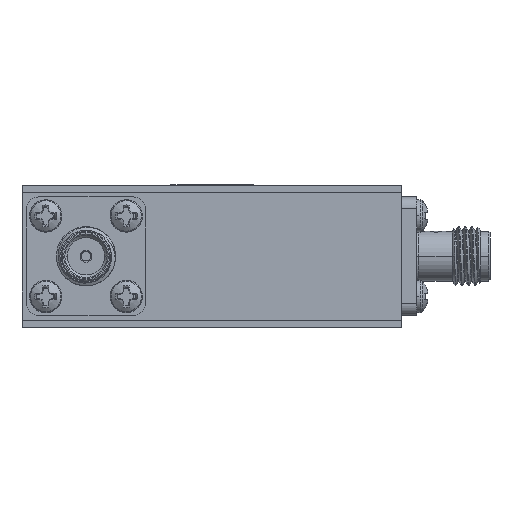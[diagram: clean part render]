
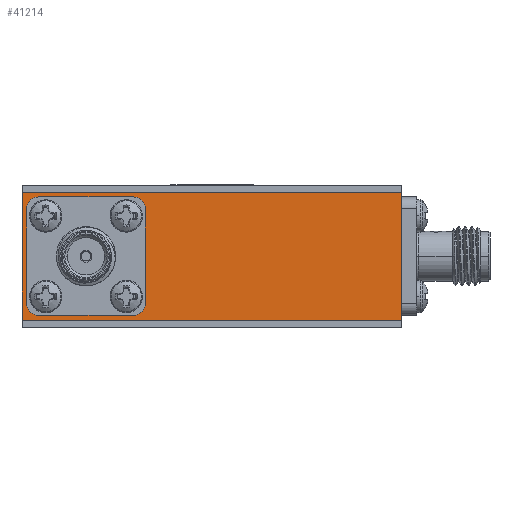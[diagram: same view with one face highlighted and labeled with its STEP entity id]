
A CAD part, left-side view. The second image highlights one B-rep face of the part: STEP entity #41214.
In plain terms, the highlighted planar face has unit normal (-1, 0, 0).
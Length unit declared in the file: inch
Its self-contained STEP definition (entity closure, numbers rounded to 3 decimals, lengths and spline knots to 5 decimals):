
#910 = CARTESIAN_POINT ( 'NONE',  ( -0.8, 0.73, -0.2 ) ) ;
#1207 = VECTOR ( 'NONE', #44847, 39.37008 ) ;
#1900 = ORIENTED_EDGE ( 'NONE', *, *, #51211, .F. ) ;
#2089 = ORIENTED_EDGE ( 'NONE', *, *, #2930, .F. ) ;
#2308 = CARTESIAN_POINT ( 'NONE',  ( -0.8, 0.78, 0.25 ) ) ;
#2930 = EDGE_CURVE ( 'NONE', #27109, #8978, #39283, .T. ) ;
#4727 = VECTOR ( 'NONE', #35751, 39.37008 ) ;
#4982 = DIRECTION ( 'NONE',  ( 0., -1., 0. ) ) ;
#6482 = DIRECTION ( 'NONE',  ( 0., 0., -1. ) ) ;
#6979 = DIRECTION ( 'NONE',  ( 0., -1., 0. ) ) ;
#7926 = ORIENTED_EDGE ( 'NONE', *, *, #10078, .F. ) ;
#8978 = VERTEX_POINT ( 'NONE', #31182 ) ;
#9244 = CARTESIAN_POINT ( 'NONE',  ( -0.8, 0.78, -0.25 ) ) ;
#9254 = FACE_BOUND ( 'NONE', #44940, .T. ) ;
#9328 = AXIS2_PLACEMENT_3D ( 'NONE', #910, #30286, #35279 ) ;
#9984 = LINE ( 'NONE', #22844, #41223 ) ;
#10078 = EDGE_CURVE ( 'NONE', #60136, #60804, #50134, .T. ) ;
#10272 = VECTOR ( 'NONE', #47480, 39.37008 ) ;
#10461 = CIRCLE ( 'NONE', #53379, 0.05 ) ;
#11497 = ORIENTED_EDGE ( 'NONE', *, *, #55716, .T. ) ;
#14537 = VERTEX_POINT ( 'NONE', #28233 ) ;
#14563 = LINE ( 'NONE', #9244, #60204 ) ;
#15369 = CIRCLE ( 'NONE', #9328, 0.05 ) ;
#16455 = CARTESIAN_POINT ( 'NONE',  ( -0.8, 0.78, 0.2 ) ) ;
#17525 = ORIENTED_EDGE ( 'NONE', *, *, #28216, .T. ) ;
#18893 = EDGE_CURVE ( 'NONE', #60136, #14537, #34790, .T. ) ;
#18937 = DIRECTION ( 'NONE',  ( 0., 0., -1. ) ) ;
#19262 = ORIENTED_EDGE ( 'NONE', *, *, #57675, .F. ) ;
#19627 = CARTESIAN_POINT ( 'NONE',  ( -0.8, 0.78, -0.2 ) ) ;
#20283 = ORIENTED_EDGE ( 'NONE', *, *, #48791, .F. ) ;
#20319 = CIRCLE ( 'NONE', #31295, 0.05 ) ;
#21736 = CARTESIAN_POINT ( 'NONE',  ( -0.8, 0.28, -0.25 ) ) ;
#22634 = DIRECTION ( 'NONE',  ( 1., 0., 0. ) ) ;
#22735 = PLANE ( 'NONE',  #31168 ) ;
#22844 = CARTESIAN_POINT ( 'NONE',  ( -0.8, 0.78, -0.25 ) ) ;
#23351 = VECTOR ( 'NONE', #6979, 39.37008 ) ;
#23397 = VECTOR ( 'NONE', #4982, 39.37008 ) ;
#23628 = CARTESIAN_POINT ( 'NONE',  ( -0.8, 0.73, 0.2 ) ) ;
#24166 = CARTESIAN_POINT ( 'NONE',  ( -0.8, 0.33, -0.25 ) ) ;
#24815 = VERTEX_POINT ( 'NONE', #37391 ) ;
#27109 = VERTEX_POINT ( 'NONE', #38196 ) ;
#28093 = CARTESIAN_POINT ( 'NONE',  ( -0.8, 0.33, 0.25 ) ) ;
#28216 = EDGE_CURVE ( 'NONE', #58048, #60804, #10461, .T. ) ;
#28233 = CARTESIAN_POINT ( 'NONE',  ( -0.8, 0.28, 0.2 ) ) ;
#28724 = VERTEX_POINT ( 'NONE', #39668 ) ;
#28826 = AXIS2_PLACEMENT_3D ( 'NONE', #32423, #51175, #45869 ) ;
#30286 = DIRECTION ( 'NONE',  ( 1., 0., 0. ) ) ;
#31168 = AXIS2_PLACEMENT_3D ( 'NONE', #47073, #51757, #60841 ) ;
#31182 = CARTESIAN_POINT ( 'NONE',  ( -0.8, -0.8, -0.27 ) ) ;
#31295 = AXIS2_PLACEMENT_3D ( 'NONE', #56643, #22634, #32603 ) ;
#32387 = DIRECTION ( 'NONE',  ( 1., 0., 0. ) ) ;
#32423 = CARTESIAN_POINT ( 'NONE',  ( -0.8, 0.33, 0.2 ) ) ;
#32603 = DIRECTION ( 'NONE',  ( 0., 1., 0. ) ) ;
#33096 = LINE ( 'NONE', #52154, #10272 ) ;
#33620 = VERTEX_POINT ( 'NONE', #24166 ) ;
#34790 = CIRCLE ( 'NONE', #28826, 0.05 ) ;
#35279 = DIRECTION ( 'NONE',  ( 0., 1., 0. ) ) ;
#35715 = CARTESIAN_POINT ( 'NONE',  ( -0.8, -0.8, 0.27 ) ) ;
#35751 = DIRECTION ( 'NONE',  ( 0., 1., 0. ) ) ;
#35776 = LINE ( 'NONE', #21736, #1207 ) ;
#35862 = CARTESIAN_POINT ( 'NONE',  ( -0.8, 0.73, -0.25 ) ) ;
#37184 = DIRECTION ( 'NONE',  ( 0., -1., 0. ) ) ;
#37391 = CARTESIAN_POINT ( 'NONE',  ( -0.8, 0.8, -0.27 ) ) ;
#37506 = VERTEX_POINT ( 'NONE', #35862 ) ;
#38196 = CARTESIAN_POINT ( 'NONE',  ( -0.8, -0.8, 0.27 ) ) ;
#39283 = LINE ( 'NONE', #44599, #48221 ) ;
#39668 = CARTESIAN_POINT ( 'NONE',  ( -0.8, 0.28, -0.2 ) ) ;
#41214 = ADVANCED_FACE ( 'NONE', ( #42686, #9254 ), #22735, .F. ) ;
#41223 = VECTOR ( 'NONE', #37184, 39.37008 ) ;
#41519 = EDGE_CURVE ( 'NONE', #28724, #14537, #35776, .T. ) ;
#42496 = CARTESIAN_POINT ( 'NONE',  ( -0.8, -0.8, -0.27 ) ) ;
#42686 = FACE_OUTER_BOUND ( 'NONE', #57443, .T. ) ;
#44599 = CARTESIAN_POINT ( 'NONE',  ( -0.8, -0.8, 0.3 ) ) ;
#44847 = DIRECTION ( 'NONE',  ( 0., 0., 1. ) ) ;
#44940 = EDGE_LOOP ( 'NONE', ( #7926, #53865, #61684, #11497, #1900, #52108, #20283, #17525 ) ) ;
#45869 = DIRECTION ( 'NONE',  ( 0., 1., 0. ) ) ;
#46205 = ORIENTED_EDGE ( 'NONE', *, *, #50435, .T. ) ;
#46645 = VERTEX_POINT ( 'NONE', #19627 ) ;
#47073 = CARTESIAN_POINT ( 'NONE',  ( -0.8, -0.8, 0.3 ) ) ;
#47480 = DIRECTION ( 'NONE',  ( 0., 0., -1. ) ) ;
#48221 = VECTOR ( 'NONE', #6482, 39.37008 ) ;
#48486 = ORIENTED_EDGE ( 'NONE', *, *, #53722, .T. ) ;
#48791 = EDGE_CURVE ( 'NONE', #58048, #46645, #14563, .T. ) ;
#49023 = CARTESIAN_POINT ( 'NONE',  ( -0.8, 0.73, 0.25 ) ) ;
#50134 = LINE ( 'NONE', #2308, #4727 ) ;
#50435 = EDGE_CURVE ( 'NONE', #59772, #24815, #33096, .T. ) ;
#51175 = DIRECTION ( 'NONE',  ( 1., 0., 0. ) ) ;
#51211 = EDGE_CURVE ( 'NONE', #37506, #33620, #9984, .T. ) ;
#51757 = DIRECTION ( 'NONE',  ( 1., 0., 0. ) ) ;
#52108 = ORIENTED_EDGE ( 'NONE', *, *, #52332, .T. ) ;
#52154 = CARTESIAN_POINT ( 'NONE',  ( -0.8, 0.8, 0.3 ) ) ;
#52332 = EDGE_CURVE ( 'NONE', #37506, #46645, #15369, .T. ) ;
#52545 = CARTESIAN_POINT ( 'NONE',  ( -0.8, 0.8, 0.27 ) ) ;
#53103 = LINE ( 'NONE', #42496, #23397 ) ;
#53379 = AXIS2_PLACEMENT_3D ( 'NONE', #23628, #32387, #61426 ) ;
#53722 = EDGE_CURVE ( 'NONE', #24815, #8978, #53103, .T. ) ;
#53865 = ORIENTED_EDGE ( 'NONE', *, *, #18893, .T. ) ;
#55716 = EDGE_CURVE ( 'NONE', #28724, #33620, #20319, .T. ) ;
#56643 = CARTESIAN_POINT ( 'NONE',  ( -0.8, 0.33, -0.2 ) ) ;
#57443 = EDGE_LOOP ( 'NONE', ( #46205, #48486, #2089, #19262 ) ) ;
#57675 = EDGE_CURVE ( 'NONE', #59772, #27109, #59475, .T. ) ;
#58048 = VERTEX_POINT ( 'NONE', #16455 ) ;
#59475 = LINE ( 'NONE', #35715, #23351 ) ;
#59772 = VERTEX_POINT ( 'NONE', #52545 ) ;
#60136 = VERTEX_POINT ( 'NONE', #28093 ) ;
#60204 = VECTOR ( 'NONE', #18937, 39.37008 ) ;
#60804 = VERTEX_POINT ( 'NONE', #49023 ) ;
#60841 = DIRECTION ( 'NONE',  ( 0., 1., 0. ) ) ;
#61426 = DIRECTION ( 'NONE',  ( 0., 1., 0. ) ) ;
#61684 = ORIENTED_EDGE ( 'NONE', *, *, #41519, .F. ) ;
